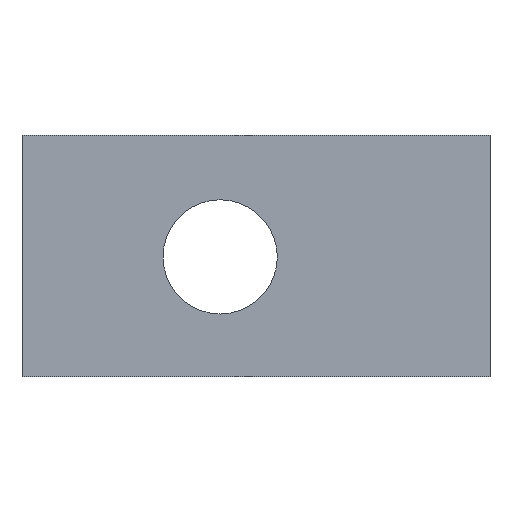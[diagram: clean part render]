
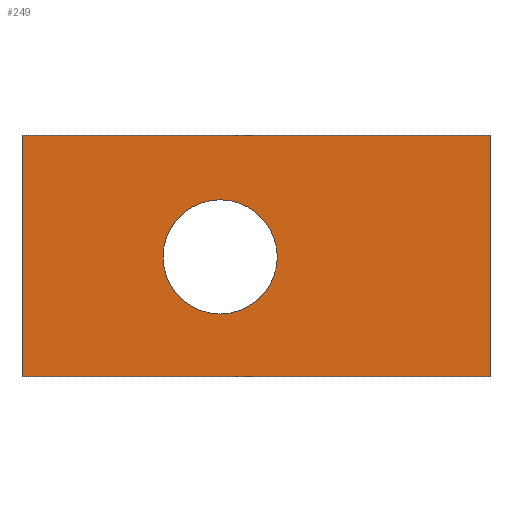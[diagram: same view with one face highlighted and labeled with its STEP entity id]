
A CAD part, front view. The second image highlights one B-rep face of the part: STEP entity #249.
In plain terms, the highlighted planar face has unit normal (0, -1, 0).
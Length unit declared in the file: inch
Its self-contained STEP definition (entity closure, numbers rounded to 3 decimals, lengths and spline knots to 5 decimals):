
#2 = VECTOR ( 'NONE', #112, 39.37008 ) ;
#3 = DIRECTION ( 'NONE',  ( 1., 0., 0. ) ) ;
#4 = DIRECTION ( 'NONE',  ( 0., 0., 1. ) ) ;
#5 = CARTESIAN_POINT ( 'NONE',  ( 2.08339, 0., 1.25913 ) ) ;
#13 = CARTESIAN_POINT ( 'NONE',  ( 4.92019, 0., 2.53679 ) ) ;
#21 = EDGE_CURVE ( 'NONE', #260, #196, #210, .T. ) ;
#32 = VERTEX_POINT ( 'NONE', #13 ) ;
#35 = DIRECTION ( 'NONE',  ( 0., 0., 1. ) ) ;
#36 = ORIENTED_EDGE ( 'NONE', *, *, #264, .T. ) ;
#42 = DIRECTION ( 'NONE',  ( 0., 0., -1. ) ) ;
#43 = VECTOR ( 'NONE', #35, 39.37008 ) ;
#48 = DIRECTION ( 'NONE',  ( 0., 1., 0. ) ) ;
#49 = CARTESIAN_POINT ( 'NONE',  ( 2.08339, 0., 1.85972 ) ) ;
#54 = ORIENTED_EDGE ( 'NONE', *, *, #21, .F. ) ;
#56 = ORIENTED_EDGE ( 'NONE', *, *, #220, .F. ) ;
#58 = EDGE_LOOP ( 'NONE', ( #257, #36 ) ) ;
#67 = AXIS2_PLACEMENT_3D ( 'NONE', #139, #114, #4 ) ;
#68 = CARTESIAN_POINT ( 'NONE',  ( 0., 0., 0. ) ) ;
#73 = VECTOR ( 'NONE', #3, 39.37008 ) ;
#87 = EDGE_CURVE ( 'NONE', #127, #277, #141, .T. ) ;
#100 = CIRCLE ( 'NONE', #230, 0.6006 ) ;
#102 = DIRECTION ( 'NONE',  ( 0., 1., 0. ) ) ;
#103 = DIRECTION ( 'NONE',  ( 0., 0., 1. ) ) ;
#109 = CARTESIAN_POINT ( 'NONE',  ( 0., 0., 0. ) ) ;
#112 = DIRECTION ( 'NONE',  ( -1., 0., 0. ) ) ;
#114 = DIRECTION ( 'NONE',  ( 0., 1., 0. ) ) ;
#121 = CARTESIAN_POINT ( 'NONE',  ( 2.08339, 0., 0.65853 ) ) ;
#127 = VERTEX_POINT ( 'NONE', #121 ) ;
#132 = CARTESIAN_POINT ( 'NONE',  ( 4.92019, 0., 0. ) ) ;
#136 = CARTESIAN_POINT ( 'NONE',  ( 4.92019, 0., 0. ) ) ;
#137 = DIRECTION ( 'NONE',  ( 0., 0., 1. ) ) ;
#139 = CARTESIAN_POINT ( 'NONE',  ( 0., 0., 0. ) ) ;
#141 = CIRCLE ( 'NONE', #274, 0.6006 ) ;
#155 = CARTESIAN_POINT ( 'NONE',  ( 0., 0., 2.53679 ) ) ;
#160 = EDGE_CURVE ( 'NONE', #196, #32, #225, .T. ) ;
#169 = VERTEX_POINT ( 'NONE', #132 ) ;
#173 = EDGE_CURVE ( 'NONE', #169, #260, #242, .T. ) ;
#185 = FACE_OUTER_BOUND ( 'NONE', #278, .T. ) ;
#188 = VECTOR ( 'NONE', #42, 39.37008 ) ;
#196 = VERTEX_POINT ( 'NONE', #285 ) ;
#202 = FACE_BOUND ( 'NONE', #58, .T. ) ;
#210 = LINE ( 'NONE', #236, #43 ) ;
#216 = ORIENTED_EDGE ( 'NONE', *, *, #173, .F. ) ;
#220 = EDGE_CURVE ( 'NONE', #32, #169, #243, .T. ) ;
#225 = LINE ( 'NONE', #155, #73 ) ;
#230 = AXIS2_PLACEMENT_3D ( 'NONE', #5, #48, #137 ) ;
#236 = CARTESIAN_POINT ( 'NONE',  ( 0., 0., 0. ) ) ;
#240 = CARTESIAN_POINT ( 'NONE',  ( 2.08339, 0., 1.25913 ) ) ;
#242 = LINE ( 'NONE', #109, #2 ) ;
#243 = LINE ( 'NONE', #136, #188 ) ;
#246 = PLANE ( 'NONE',  #67 ) ;
#249 = ADVANCED_FACE ( 'NONE', ( #185, #202 ), #246, .F. ) ;
#254 = ORIENTED_EDGE ( 'NONE', *, *, #160, .F. ) ;
#257 = ORIENTED_EDGE ( 'NONE', *, *, #87, .T. ) ;
#260 = VERTEX_POINT ( 'NONE', #68 ) ;
#264 = EDGE_CURVE ( 'NONE', #277, #127, #100, .T. ) ;
#274 = AXIS2_PLACEMENT_3D ( 'NONE', #240, #102, #103 ) ;
#277 = VERTEX_POINT ( 'NONE', #49 ) ;
#278 = EDGE_LOOP ( 'NONE', ( #54, #216, #56, #254 ) ) ;
#285 = CARTESIAN_POINT ( 'NONE',  ( 0., 0., 2.53679 ) ) ;
